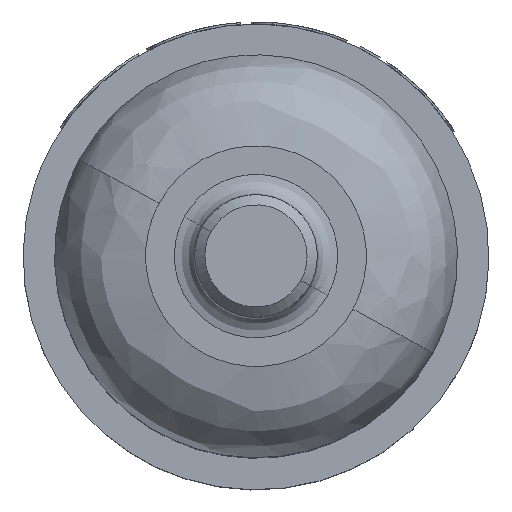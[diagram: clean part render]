
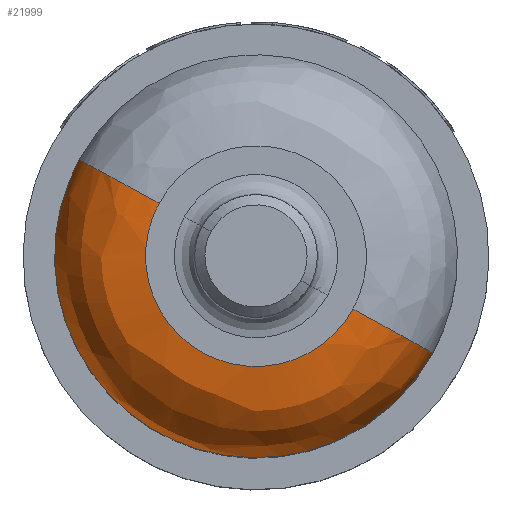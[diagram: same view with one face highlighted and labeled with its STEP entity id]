
A CAD part, top view. The second image highlights one B-rep face of the part: STEP entity #21999.
In plain terms, the highlighted free-form (B-spline) face has degree [2, 2] with [5, 3] control points.
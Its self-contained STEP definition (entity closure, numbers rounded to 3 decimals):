
#21942 = VERTEX_POINT('',#21943);
#21943 = CARTESIAN_POINT('',(-11.924,6.514,
    32.921));
#21950 = VERTEX_POINT('',#21951);
#21951 = CARTESIAN_POINT('',(11.924,-6.514,
    32.921));
#21956 = EDGE_CURVE('',#21950,#21942,#21957,.T.);
#21957 = ( BOUNDED_CURVE() B_SPLINE_CURVE(2,(#21958,#21959,#21960,#21961
,#21962),.UNSPECIFIED.,.F.,.F.) B_SPLINE_CURVE_WITH_KNOTS((3,2,3),(
    3.642,5.212,6.783),
.PIECEWISE_BEZIER_KNOTS.) CURVE() GEOMETRIC_REPRESENTATION_ITEM() 
RATIONAL_B_SPLINE_CURVE((1.,0.707,1.,0.707,1.)) 
REPRESENTATION_ITEM('') );
#21958 = CARTESIAN_POINT('',(11.924,-6.514,
    32.921));
#21959 = CARTESIAN_POINT('',(5.41,-18.438,
    32.921));
#21960 = CARTESIAN_POINT('',(-6.514,-11.924,
    32.921));
#21961 = CARTESIAN_POINT('',(-18.438,-5.41,
    32.921));
#21962 = CARTESIAN_POINT('',(-11.924,6.514,
    32.921));
#21999 = ADVANCED_FACE('',(#22000),#22027,.T.);
#22000 = FACE_BOUND('',#22001,.T.);
#22001 = EDGE_LOOP('',(#22002,#22010,#22011,#22019));
#22002 = ORIENTED_EDGE('',*,*,#22003,.T.);
#22003 = EDGE_CURVE('',#22004,#21942,#22006,.T.);
#22004 = VERTEX_POINT('',#22005);
#22005 = CARTESIAN_POINT('',(-6.53,3.568,
    39.067));
#22006 = ( BOUNDED_CURVE() B_SPLINE_CURVE(2,(#22007,#22008,#22009),
.UNSPECIFIED.,.F.,.F.) B_SPLINE_CURVE_WITH_KNOTS((3,3),(4.712,
6.283),.PIECEWISE_BEZIER_KNOTS.) CURVE() 
GEOMETRIC_REPRESENTATION_ITEM() RATIONAL_B_SPLINE_CURVE((1.,
0.707,1.)) REPRESENTATION_ITEM('') );
#22007 = CARTESIAN_POINT('',(-6.53,3.568,
    39.067));
#22008 = CARTESIAN_POINT('',(-11.924,6.514,
    39.067));
#22009 = CARTESIAN_POINT('',(-11.924,6.514,
    32.921));
#22010 = ORIENTED_EDGE('',*,*,#21956,.F.);
#22011 = ORIENTED_EDGE('',*,*,#22012,.F.);
#22012 = EDGE_CURVE('',#22013,#21950,#22015,.T.);
#22013 = VERTEX_POINT('',#22014);
#22014 = CARTESIAN_POINT('',(6.53,-3.568,
    39.067));
#22015 = ( BOUNDED_CURVE() B_SPLINE_CURVE(2,(#22016,#22017,#22018),
.UNSPECIFIED.,.F.,.F.) B_SPLINE_CURVE_WITH_KNOTS((3,3),(4.712,
6.283),.PIECEWISE_BEZIER_KNOTS.) CURVE() 
GEOMETRIC_REPRESENTATION_ITEM() RATIONAL_B_SPLINE_CURVE((1.,
0.707,1.)) REPRESENTATION_ITEM('') );
#22016 = CARTESIAN_POINT('',(6.53,-3.568,
    39.067));
#22017 = CARTESIAN_POINT('',(11.924,-6.514,
    39.067));
#22018 = CARTESIAN_POINT('',(11.924,-6.514,
    32.921));
#22019 = ORIENTED_EDGE('',*,*,#22020,.T.);
#22020 = EDGE_CURVE('',#22013,#22004,#22021,.T.);
#22021 = ( BOUNDED_CURVE() B_SPLINE_CURVE(2,(#22022,#22023,#22024,#22025
,#22026),.UNSPECIFIED.,.F.,.F.) B_SPLINE_CURVE_WITH_KNOTS((3,2,3),(
    3.642,5.212,6.783),
.PIECEWISE_BEZIER_KNOTS.) CURVE() GEOMETRIC_REPRESENTATION_ITEM() 
RATIONAL_B_SPLINE_CURVE((1.,0.707,1.,0.707,1.)) 
REPRESENTATION_ITEM('') );
#22022 = CARTESIAN_POINT('',(6.53,-3.568,
    39.067));
#22023 = CARTESIAN_POINT('',(2.963,-10.098,
    39.067));
#22024 = CARTESIAN_POINT('',(-3.568,-6.53,
    39.067));
#22025 = CARTESIAN_POINT('',(-10.098,-2.963,
    39.067));
#22026 = CARTESIAN_POINT('',(-6.53,3.568,
    39.067));
#22027 = ( BOUNDED_SURFACE() B_SPLINE_SURFACE(2,2,(
    (#22028,#22029,#22030)
    ,(#22031,#22032,#22033)
    ,(#22034,#22035,#22036)
    ,(#22037,#22038,#22039)
    ,(#22040,#22041,#22042
)),.UNSPECIFIED.,.F.,.F.,.F.) B_SPLINE_SURFACE_WITH_KNOTS((3,2,3),(3,3),
  (0.,1.571,3.142),(4.712,6.283),
.PIECEWISE_BEZIER_KNOTS.) GEOMETRIC_REPRESENTATION_ITEM() 
RATIONAL_B_SPLINE_SURFACE((
    (1.,0.707,1.)
    ,(0.707,0.5,0.707)
    ,(1.,0.707,1.)
    ,(0.707,0.5,0.707)
,(1.,0.707,1.))) REPRESENTATION_ITEM('') SURFACE() );
#22028 = CARTESIAN_POINT('',(6.53,-3.568,
    39.067));
#22029 = CARTESIAN_POINT('',(11.924,-6.514,
    39.067));
#22030 = CARTESIAN_POINT('',(11.924,-6.514,
    32.921));
#22031 = CARTESIAN_POINT('',(2.963,-10.098,
    39.067));
#22032 = CARTESIAN_POINT('',(5.41,-18.438,
    39.067));
#22033 = CARTESIAN_POINT('',(5.41,-18.438,
    32.921));
#22034 = CARTESIAN_POINT('',(-3.568,-6.53,
    39.067));
#22035 = CARTESIAN_POINT('',(-6.514,-11.924,
    39.067));
#22036 = CARTESIAN_POINT('',(-6.514,-11.924,
    32.921));
#22037 = CARTESIAN_POINT('',(-10.098,-2.963,
    39.067));
#22038 = CARTESIAN_POINT('',(-18.438,-5.41,
    39.067));
#22039 = CARTESIAN_POINT('',(-18.438,-5.41,
    32.921));
#22040 = CARTESIAN_POINT('',(-6.53,3.568,
    39.067));
#22041 = CARTESIAN_POINT('',(-11.924,6.514,
    39.067));
#22042 = CARTESIAN_POINT('',(-11.924,6.514,
    32.921));
